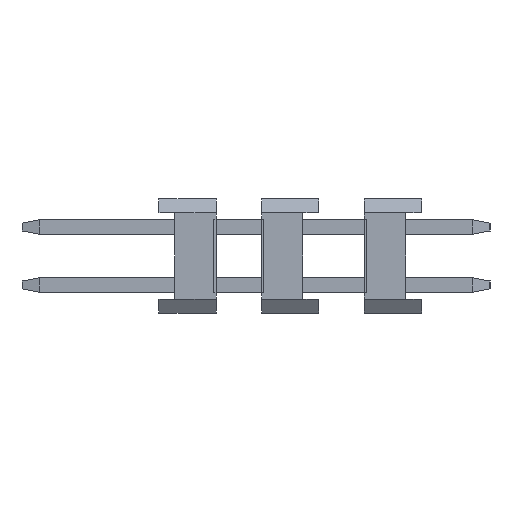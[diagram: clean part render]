
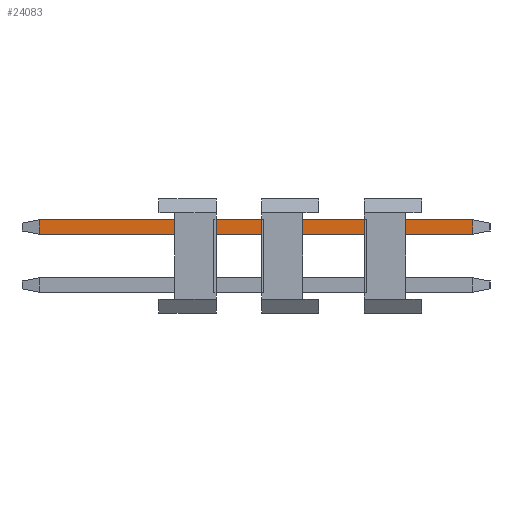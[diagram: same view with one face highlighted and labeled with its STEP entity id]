
A CAD part, left-side view. The second image highlights one B-rep face of the part: STEP entity #24083.
In plain terms, the highlighted planar face has unit normal (-1, 0, 0).
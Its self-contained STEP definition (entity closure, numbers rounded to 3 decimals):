
#23844=CARTESIAN_POINT('',(-0.32,-4.75,0.95));
#23845=VERTEX_POINT('',#23844);
#23875=CARTESIAN_POINT('',(-0.32,14.25,0.95));
#23876=VERTEX_POINT('',#23875);
#23877=CARTESIAN_POINT('',(-0.32,-4.75,0.95));
#23878=DIRECTION('',(0.,1.,0.));
#23879=VECTOR('',#23878,19.);
#23880=LINE('',#23877,#23879);
#23881=EDGE_CURVE('',#23845,#23876,#23880,.T.);
#24025=CARTESIAN_POINT('',(-0.32,-4.75,1.59));
#24026=VERTEX_POINT('',#24025);
#24051=CARTESIAN_POINT('',(-0.32,-4.75,1.59));
#24052=DIRECTION('',(0.,0.,-1.));
#24053=VECTOR('',#24052,0.64);
#24054=LINE('',#24051,#24053);
#24055=EDGE_CURVE('',#24026,#23845,#24054,.T.);
#24060=CARTESIAN_POINT('',(-0.32,-5.5,0.95));
#24061=DIRECTION('',(0.,0.,1.));
#24062=DIRECTION('',(-1.,0.,0.));
#24063=AXIS2_PLACEMENT_3D('',#24060,#24062,#24061);
#24064=PLANE('',#24063);
#24065=ORIENTED_EDGE('',*,*,#23881,.F.);
#24066=ORIENTED_EDGE('',*,*,#24055,.F.);
#24067=CARTESIAN_POINT('',(-0.32,14.25,1.59));
#24068=VERTEX_POINT('',#24067);
#24069=CARTESIAN_POINT('',(-0.32,-4.75,1.59));
#24070=DIRECTION('',(0.,1.,0.));
#24071=VECTOR('',#24070,19.);
#24072=LINE('',#24069,#24071);
#24073=EDGE_CURVE('',#24026,#24068,#24072,.T.);
#24074=ORIENTED_EDGE('',*,*,#24073,.T.);
#24075=CARTESIAN_POINT('',(-0.32,14.25,1.59));
#24076=DIRECTION('',(0.,0.,-1.));
#24077=VECTOR('',#24076,0.64);
#24078=LINE('',#24075,#24077);
#24079=EDGE_CURVE('',#24068,#23876,#24078,.T.);
#24080=ORIENTED_EDGE('',*,*,#24079,.T.);
#24081=EDGE_LOOP('',(#24065,#24066,#24074,#24080));
#24082=FACE_OUTER_BOUND('',#24081,.T.);
#24083=ADVANCED_FACE('',(#24082),#24064,.T.);
